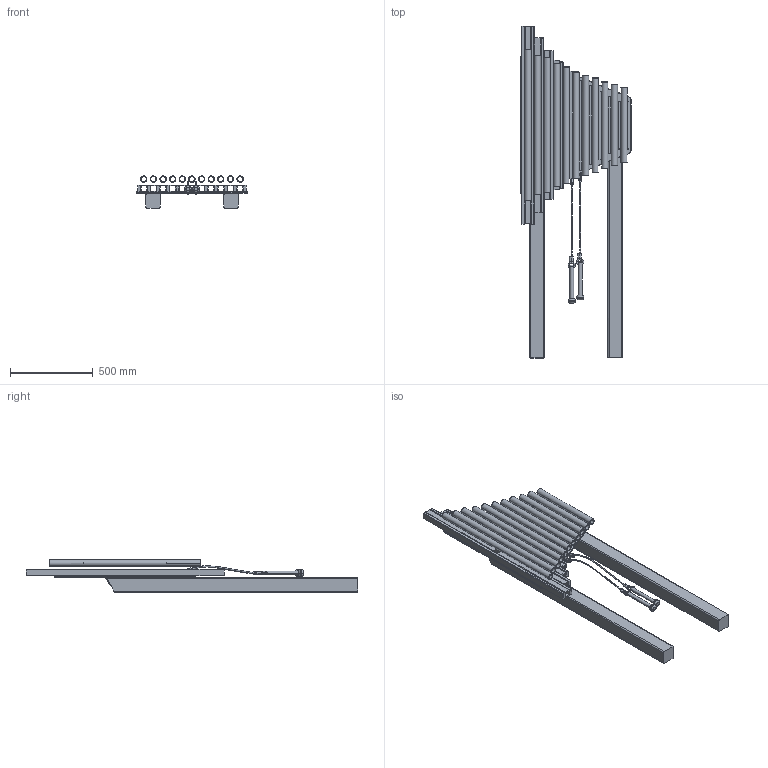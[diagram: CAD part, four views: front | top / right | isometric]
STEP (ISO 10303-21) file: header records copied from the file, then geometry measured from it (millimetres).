
FILE_DESCRIPTION (( 'STEP AP214' ), '1' );
FILE_NAME ('GRIF-3D-STEP.STEP', '2020-01-14T21:18:50', ( '' ), ( '' ), 'SwSTEP 2.0', 'SolidWorks 2019', '' );
FILE_SCHEMA (( 'AUTOMOTIVE_DESIGN' ));
Length unit declared in the file: inch
Products named in the file (49): GRIF-SPCR_GRIF-SPCR-11; GRIF-RESO-SET_GRIF-RESO-9; GRIF-CHIME_GRIF-CHIME-3; GRIF-RESO-SET_GRIF-RESO-5; GRIF-BACK_GRIF-BACK; GRIF-RESO-SET_GRIF-RESO-10; GRIF-SPCR_GRIF-SPCR-5; GRIF-CHIME_GRIF-CHIME-11; GRIF-CHIME_GRIF-CHIME-2; GRIF-CHIME_GRIF-CHIME-8; GRIF-SPCR_GRIF-SPCR-1; GRIF-SPCR_GRIF-SPCR-8; GRIF-RESO-SET_GRIF-RESO-6; MalletAssembly_MA-80BLK-30; GRIF-SPCR_GRIF-SPCR-4; GRIF-RESO-SET_GRIF-RESO-3; GRIF-SPCR_GRIF-SPCR-9; POST-REC_POST-REC-60-DEG30; GRIF-RESO-SET_GRIF-RESO-8; .25Cable_30in; MoldedMallet-Standard_80BLK; GRIF-CHIME_GRIF-CHIME-5; HLSTR-LG-SS_HLSTR-LG-SS; GRIF-SPCR_GRIF-SPCR-10; POST-REC-SIGN_POST-REC-60-DEG30-SIGN; GRIF-SPCR_GRIF-SPCR-6; GRIF-RESO-SET_GRIF-RESO-1; GRIF-RESO-SET_GRIF-RESO-2; GRIF-CHIME_GRIF-CHIME-1; GRIF-CHIME_GRIF-CHIME-6; GRIF-SPCR_GRIF-SPCR-12; GRIF-3D-STEP; GRIF-RESO-SET_GRIF-RESO-11; GRIF-SPCR_GRIF-SPCR-2; 7132K573_2in; GRIF-CHIME_GRIF-CHIME-10; GRIF-RESO-SET_GRIF-RESO-4; MoldedMallet-Standard_NylonRod; GRIF-RESO-SET_GRIF-RESO-7; GRIF-CHIME_GRIF-CHIME-4 ...
Assembly tree (71 placements, depth 4):
  GRIF-3D-STEP
    GRIF-BACK_GRIF-BACK
    GRIF-SPCR_GRIF-SPCR-1
    GRIF-SPCR_GRIF-SPCR-2
    GRIF-SPCR_GRIF-SPCR-3
    GRIF-SPCR_GRIF-SPCR-4
    GRIF-SPCR_GRIF-SPCR-5
    GRIF-SPCR_GRIF-SPCR-6
    GRIF-SPCR_GRIF-SPCR-7
    GRIF-SPCR_GRIF-SPCR-8
    GRIF-SPCR_GRIF-SPCR-9
    GRIF-SPCR_GRIF-SPCR-10
    GRIF-SPCR_GRIF-SPCR-11
    GRIF-SPCR_GRIF-SPCR-12
    GRIF-RESO-SET_GRIF-RESO-1  x2
    GRIF-RESO-SET_GRIF-RESO-2  x2
    GRIF-RESO-SET_GRIF-RESO-3  x2
    GRIF-RESO-SET_GRIF-RESO-4  x2
    GRIF-RESO-SET_GRIF-RESO-5  x2
    GRIF-RESO-SET_GRIF-RESO-6  x2
    GRIF-RESO-SET_GRIF-RESO-7  x2
    GRIF-RESO-SET_GRIF-RESO-8  x2
    GRIF-RESO-SET_GRIF-RESO-9  x2
    GRIF-RESO-SET_GRIF-RESO-10  x2
    GRIF-RESO-SET_GRIF-RESO-11  x2
    GRIF-CHIME_GRIF-CHIME-1
    GRIF-CHIME_GRIF-CHIME-2
    GRIF-CHIME_GRIF-CHIME-3
    GRIF-CHIME_GRIF-CHIME-4
    GRIF-CHIME_GRIF-CHIME-5
    GRIF-CHIME_GRIF-CHIME-6
    GRIF-CHIME_GRIF-CHIME-7
    GRIF-CHIME_GRIF-CHIME-8
    GRIF-CHIME_GRIF-CHIME-9
    GRIF-CHIME_GRIF-CHIME-10
    GRIF-CHIME_GRIF-CHIME-11
    MalletAssembly_MA-80BLK-30
      MoldedMallet-Standard_80BLK
        MoldedMallet-Standard_Mallet
        MoldedMallet-Standard_NylonRod
      03-01-86-3014  x2
      7132K573_2in  x2
      .25Cable_30in
    MalletAssembly_MA-80BLK-30
      MoldedMallet-Standard_80BLK
        MoldedMallet-Standard_Mallet
        MoldedMallet-Standard_NylonRod
      03-01-86-3014  x2
      7132K573_2in  x2
      .25Cable_30in
    FHP-RG-SS_FHP-RG-SS  x2
    HLSTR-LG-SS_HLSTR-LG-SS  x2
    POST-REC-SIGN_POST-REC-60-DEG30-SIGN
      POST-REC_POST-REC-60-DEG30
    POST-REC_POST-REC-60-DEG30
Bounding box: 666.75 x 2009.78 x 194.74 mm (x, y, z)
Volume: 37663586.8 mm3; surface area: 6542633.3 mm2
Topology: 66 solids, 66 shells, 1709 faces, 4093 edges, 2404 vertices
Faces by surface type: plane 654, cylinder 469, cone 344, bspline 144, torus 82, sphere 16
Entity records: 92043 total; most frequent: CARTESIAN_POINT 63735, ORIENTED_EDGE 5474, DIRECTION 5142, EDGE_CURVE 2737, AXIS2_PLACEMENT_3D 1846, VERTEX_POINT 1605, LINE 1450, VECTOR 1450
